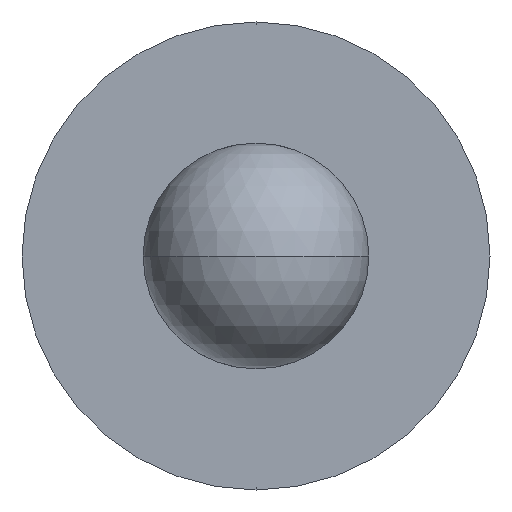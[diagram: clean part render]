
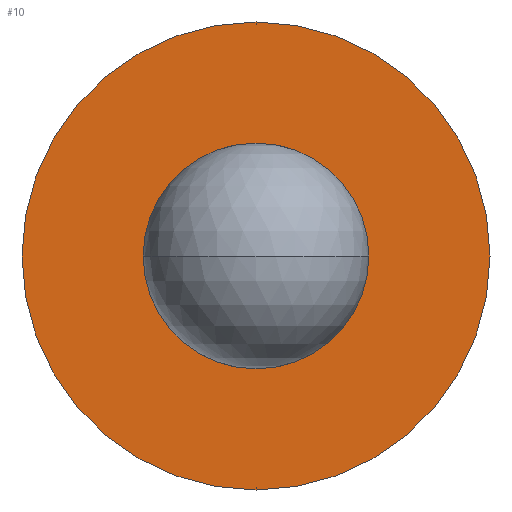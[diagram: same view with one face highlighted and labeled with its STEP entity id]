
A CAD part, front view. The second image highlights one B-rep face of the part: STEP entity #10.
In plain terms, the highlighted planar face has unit normal (0, -1, 0).
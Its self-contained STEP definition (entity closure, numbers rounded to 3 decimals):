
#5 = FACE_BOUND ( 'NONE', #192, .T. ) ;
#6 = CARTESIAN_POINT ( 'NONE',  ( 0., 28.2, 0. ) ) ;
#7 = DIRECTION ( 'NONE',  ( 0., -1., 0. ) ) ;
#10 = ADVANCED_FACE ( 'NONE', ( #248, #5 ), #197, .T. ) ;
#14 = DIRECTION ( 'NONE',  ( 0., 0., -1. ) ) ;
#24 = VERTEX_POINT ( 'NONE', #288 ) ;
#29 = CARTESIAN_POINT ( 'NONE',  ( 0., 28.2, 0. ) ) ;
#35 = DIRECTION ( 'NONE',  ( 0., 0., -1. ) ) ;
#69 = AXIS2_PLACEMENT_3D ( 'NONE', #268, #262, #265 ) ;
#80 = DIRECTION ( 'NONE',  ( 0., -1., 0. ) ) ;
#82 = CARTESIAN_POINT ( 'NONE',  ( 0., 28.2, 0. ) ) ;
#96 = ORIENTED_EDGE ( 'NONE', *, *, #144, .T. ) ;
#122 = DIRECTION ( 'NONE',  ( 0., -1., 0. ) ) ;
#135 = AXIS2_PLACEMENT_3D ( 'NONE', #29, #375, #35 ) ;
#137 = AXIS2_PLACEMENT_3D ( 'NONE', #6, #7, #14 ) ;
#143 = VERTEX_POINT ( 'NONE', #194 ) ;
#144 = EDGE_CURVE ( 'NONE', #143, #170, #340, .T. ) ;
#150 = ORIENTED_EDGE ( 'NONE', *, *, #222, .F. ) ;
#155 = ORIENTED_EDGE ( 'NONE', *, *, #229, .F. ) ;
#156 = AXIS2_PLACEMENT_3D ( 'NONE', #82, #80, #228 ) ;
#170 = VERTEX_POINT ( 'NONE', #343 ) ;
#171 = CIRCLE ( 'NONE', #69, 5.03 ) ;
#192 = EDGE_LOOP ( 'NONE', ( #155, #150 ) ) ;
#194 = CARTESIAN_POINT ( 'NONE',  ( 0., 28.2, 5.03 ) ) ;
#197 = PLANE ( 'NONE',  #217 ) ;
#201 = ORIENTED_EDGE ( 'NONE', *, *, #351, .T. ) ;
#212 = EDGE_LOOP ( 'NONE', ( #201, #96 ) ) ;
#217 = AXIS2_PLACEMENT_3D ( 'NONE', #277, #122, #246 ) ;
#222 = EDGE_CURVE ( 'NONE', #226, #24, #321, .T. ) ;
#226 = VERTEX_POINT ( 'NONE', #390 ) ;
#228 = DIRECTION ( 'NONE',  ( 0., 0., -1. ) ) ;
#229 = EDGE_CURVE ( 'NONE', #24, #226, #322, .T. ) ;
#246 = DIRECTION ( 'NONE',  ( 0., 0., -1. ) ) ;
#248 = FACE_OUTER_BOUND ( 'NONE', #212, .T. ) ;
#262 = DIRECTION ( 'NONE',  ( 0., -1., 0. ) ) ;
#265 = DIRECTION ( 'NONE',  ( 0., 0., -1. ) ) ;
#268 = CARTESIAN_POINT ( 'NONE',  ( 0., 28.2, 0. ) ) ;
#277 = CARTESIAN_POINT ( 'NONE',  ( 2.426, 28.2, 0. ) ) ;
#288 = CARTESIAN_POINT ( 'NONE',  ( 0., 28.2, -2.426 ) ) ;
#321 = CIRCLE ( 'NONE', #137, 2.426 ) ;
#322 = CIRCLE ( 'NONE', #135, 2.426 ) ;
#340 = CIRCLE ( 'NONE', #156, 5.03 ) ;
#343 = CARTESIAN_POINT ( 'NONE',  ( 0., 28.2, -5.03 ) ) ;
#351 = EDGE_CURVE ( 'NONE', #170, #143, #171, .T. ) ;
#375 = DIRECTION ( 'NONE',  ( 0., -1., 0. ) ) ;
#390 = CARTESIAN_POINT ( 'NONE',  ( 0., 28.2, 2.426 ) ) ;
